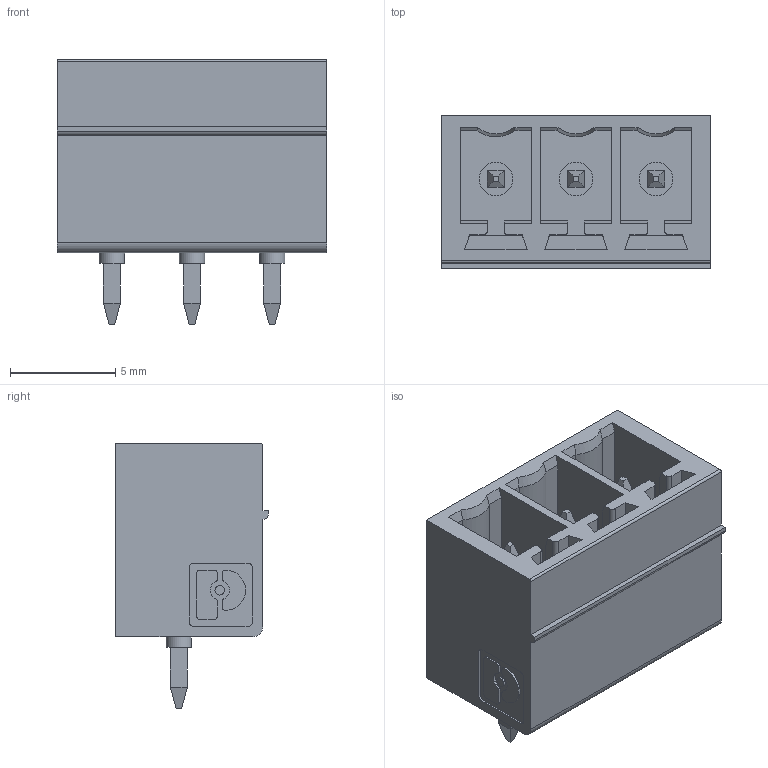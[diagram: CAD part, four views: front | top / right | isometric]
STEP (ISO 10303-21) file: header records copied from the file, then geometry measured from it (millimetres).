
FILE_DESCRIPTION(/* description */ (''),/* implementation_level */ '2;1');
FILE_NAME(/* name */ '5444657.step',/* time_stamp */ '2021-10-06T13:51:07+02:00',/* author */ (''),/* organization */ (''),/* preprocessor_version */ 'ST-DEVELOPER v18.1',/* originating_system */ 'Autodesk Translation Framework v10.10.0.1391',/* authorisation */ '');
FILE_SCHEMA (('AUTOMOTIVE_DESIGN { 1 0 10303 214 3 1 1 }'));
Length unit declared in the file: millimetre
Products named in the file (2): (Unsaved); Component5
Assembly tree (1 placements, depth 2):
  (Unsaved)
    Component5
Bounding box: 12.82 x 7.25 x 12.6 mm (x, y, z)
Volume: 504.2 mm3; surface area: 1100.8 mm2
Topology: 1 solids, 1 shells, 198 faces, 492 edges, 318 vertices
Faces by surface type: plane 156, cylinder 36, cone 3, sphere 3
Full cylindrical faces by diameter (mm): 0.457 x1, 1.2 x3, 1.6 x3
Entity records: 5841 total; most frequent: CARTESIAN_POINT 1008, ORIENTED_EDGE 978, DIRECTION 978, EDGE_CURVE 489, LINE 402, VECTOR 402, VERTEX_POINT 318, AXIS2_PLACEMENT_3D 288
